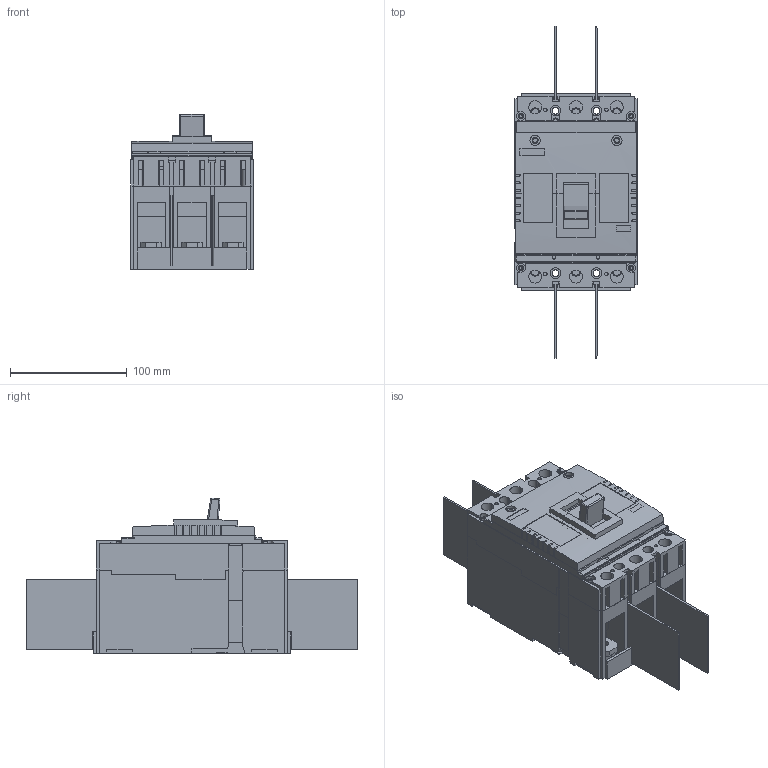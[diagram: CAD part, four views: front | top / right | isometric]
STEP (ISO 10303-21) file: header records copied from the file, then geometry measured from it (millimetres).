
FILE_DESCRIPTION (( 'STEP AP214' ), '1' );
FILE_NAME ('臍88-35.STEP', '2018-04-25T08:59:18', ( 'AutoBVT' ), ( 'Microsoft' ), 'SwSTEP 2.0', 'SolidWorks 2014', '' );
FILE_SCHEMA (( 'AUTOMOTIVE_DESIGN' ));
Length unit declared in the file: millimetre
Products named in the file (1): 臍88-35
Bounding box: 105 x 284 x 133.36 mm (x, y, z)
Volume: 2122976.3 mm3; surface area: 352474.9 mm2
Topology: 8 solids, 42 shells, 2272 faces, 6311 edges, 4142 vertices
Faces by surface type: plane 1740, cylinder 490, cone 18, torus 16, sphere 8
Entity records: 96799 total; most frequent: CARTESIAN_POINT 13504, ORIENTED_EDGE 12614, DIRECTION 11804, EDGE_CURVE 6307, LINE 5096, VECTOR 5096, VERTEX_POINT 4142, AXIS2_PLACEMENT_3D 3354
